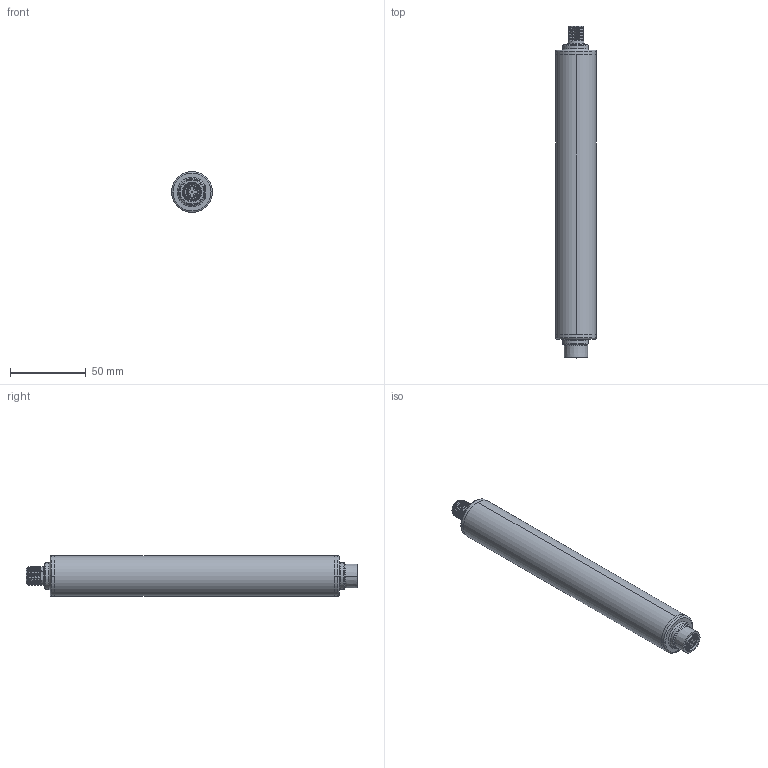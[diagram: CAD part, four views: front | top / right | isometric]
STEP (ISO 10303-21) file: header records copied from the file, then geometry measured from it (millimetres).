
FILE_DESCRIPTION((''),'2;1');
FILE_NAME('185254_ASM','2022-10-19T11:30:22',('PDMAdmin'),('BANNER ENGINEERING'),'CREO PARAMETRIC BY PTC INC, 2019292','CREO PARAMETRIC BY PTC INC, 2019292','');
FILE_SCHEMA(('CONFIG_CONTROL_DESIGN'));
Length unit declared in the file: millimetre
Products named in the file (10): 194125; 08427; 184554; 194126; 145997_HSG; 306-00249; 307-00176; 145997_ASM; PLUG_DIA-0900_THK-1000; 185254_ASM
Assembly tree (12 placements, depth 3):
  185254_ASM
    194125
    08427
    184554
    194126
    145997_ASM
      145997_HSG
      306-00249  x4
      307-00176
    PLUG_DIA-0900_THK-1000
Bounding box: 27 x 219.5 x 27 mm (x, y, z)
Volume: 35203.8 mm3; surface area: 44678.1 mm2
Topology: 11 solids, 11 shells, 867 faces, 2141 edges, 1351 vertices
Faces by surface type: cylinder 317, plane 284, bspline 150, torus 72, cone 42, sphere 2
Entity records: 37198 total; most frequent: CARTESIAN_POINT 20399, ORIENTED_EDGE 3562, DIRECTION 3333, EDGE_CURVE 1781, AXIS2_PLACEMENT_3D 1296, VERTEX_POINT 1135, EDGE_LOOP 790, VECTOR 741
